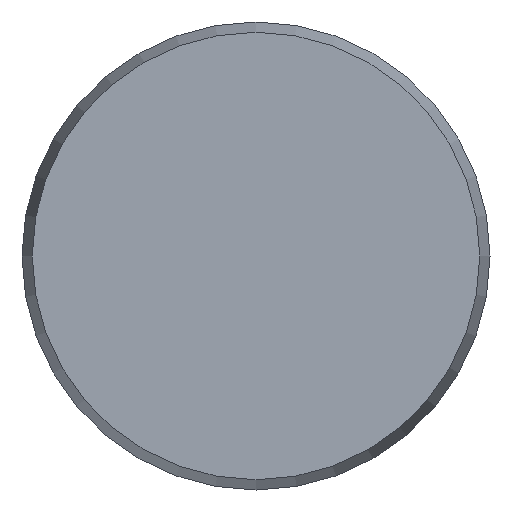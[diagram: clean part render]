
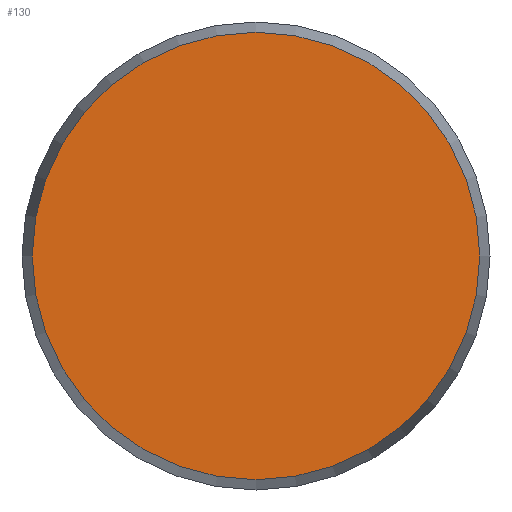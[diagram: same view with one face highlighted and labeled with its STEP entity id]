
A CAD part, front view. The second image highlights one B-rep face of the part: STEP entity #130.
In plain terms, the highlighted planar face has unit normal (0, -1, 0).
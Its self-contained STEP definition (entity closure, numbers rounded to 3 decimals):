
#130 = ADVANCED_FACE( '', ( #271 ), #272, .F. );
#271 = FACE_OUTER_BOUND( '', #446, .T. );
#272 = PLANE( '', #447 );
#446 = EDGE_LOOP( '', ( #721 ) );
#447 = AXIS2_PLACEMENT_3D( '', #722, #723, #724 );
#721 = ORIENTED_EDGE( '', *, *, #793, .T. );
#722 = CARTESIAN_POINT( '', ( 38.25, 0., 0. ) );
#723 = DIRECTION( '', ( 0., 1., 0. ) );
#724 = DIRECTION( '', ( 0., 0., 1. ) );
#793 = EDGE_CURVE( '', #920, #920, #921, .T. );
#920 = VERTEX_POINT( '', #1103 );
#921 = CIRCLE( '', #1104, 38.25 );
#1103 = CARTESIAN_POINT( '', ( 0., 0., -38.25 ) );
#1104 = AXIS2_PLACEMENT_3D( '', #1391, #1392, #1393 );
#1391 = CARTESIAN_POINT( '', ( 0., 0., 0. ) );
#1392 = DIRECTION( '', ( 0., -1., 0. ) );
#1393 = DIRECTION( '', ( 0., 0., -1. ) );
